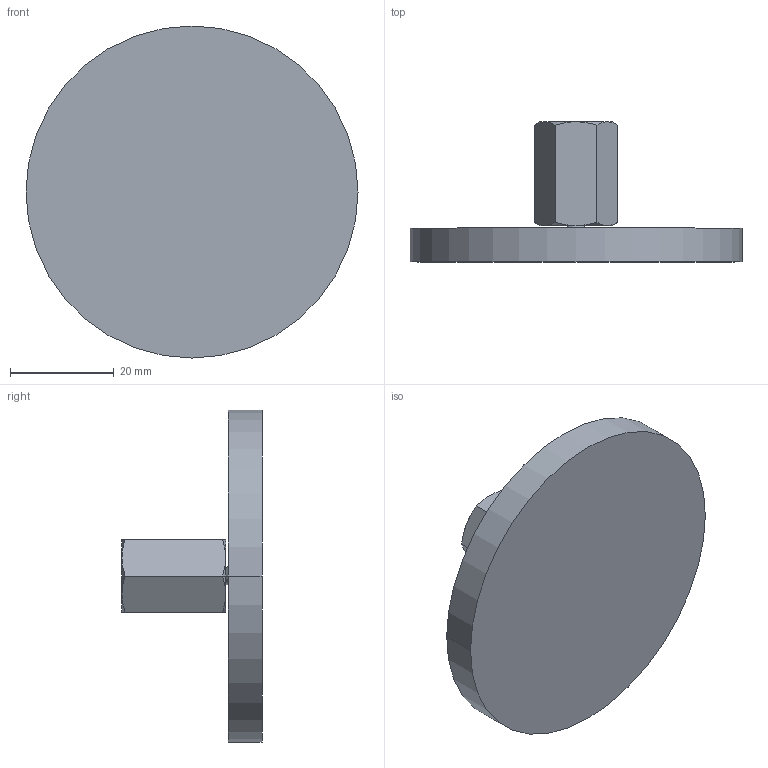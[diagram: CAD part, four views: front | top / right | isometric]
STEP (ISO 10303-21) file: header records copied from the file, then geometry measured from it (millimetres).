
FILE_DESCRIPTION(('STEP AP214'),'1');
FILE_NAME('HALDERN_EH_22593_1145.stp','2020-02-28T09:45:01',('TraceParts'),('TraceParts S.A.'),'Spatial InterOp 3D',' ',' ');
FILE_SCHEMA(('AUTOMOTIVE_DESIGN { 1 0 10303 214 1 1 1 1 }'));
Length unit declared in the file: millimetre
Products named in the file (1): HALDERN_EH_22593_1145_1
Bounding box: 64 x 27 x 64 mm (x, y, z)
Volume: 18629.8 mm3; surface area: 9688.4 mm2
Topology: 2 solids, 2 shells, 45 faces, 92 edges, 53 vertices
Faces by surface type: cone 24, plane 13, cylinder 8
Entity records: 1560 total; most frequent: CARTESIAN_POINT 286, DIRECTION 200, ORIENTED_EDGE 180, EDGE_CURVE 90, AXIS2_PLACEMENT_3D 87, VERTEX_POINT 53, EDGE_LOOP 49, STYLED_ITEM 45
